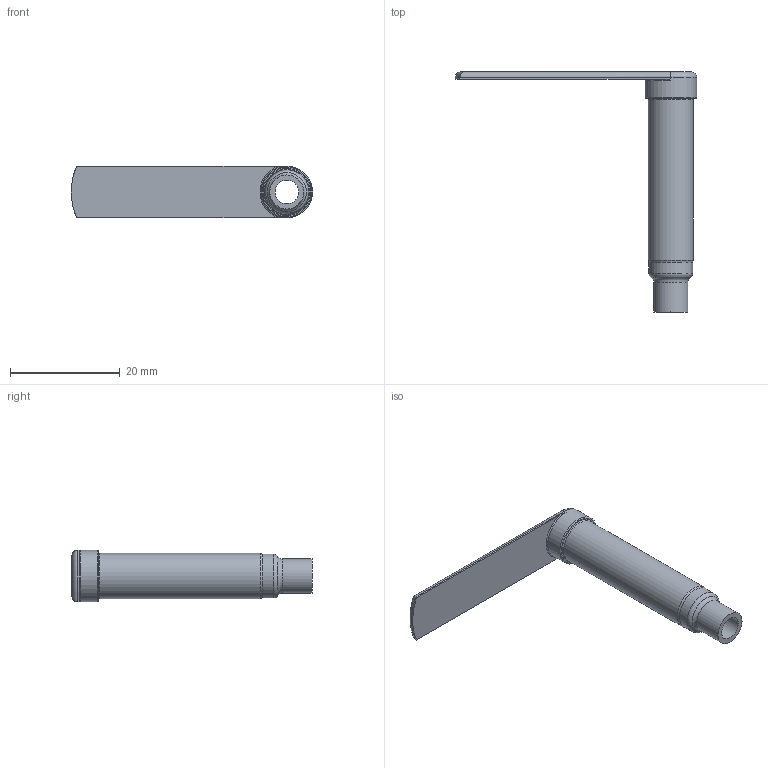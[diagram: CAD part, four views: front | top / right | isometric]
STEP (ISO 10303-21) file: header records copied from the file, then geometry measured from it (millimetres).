
FILE_DESCRIPTION(/* description */ ('STEP AP242','CAx-IF Rec.Pracs.---Representation and Presentation of Product Manufacturing Information (PMI)---4.0---2014-10-13','CAx-IF Rec.Pracs.---3D Tessellated Geometry---0.4---2014-09-14','2;1'),/* implementation_level */ '2;1');
FILE_NAME(/* name */ '688c46d4800a20611ed94a25',/* time_stamp */ '2025-08-01T04:47:16Z',/* author */ (''),/* organization */ (''),/* preprocessor_version */ 'ST-DEVELOPER v20',/* originating_system */ 'ONSHAPE BY PTC INC, 1.201',/* authorisation */ ' ');
FILE_SCHEMA (('AP242_MANAGED_MODEL_BASED_3D_ENGINEERING_MIM_LF { 1 0 10303 442 1 1 4 }'));
Length unit declared in the file: metre
Products named in the file (1): Hour Hand
Bounding box: 43.93 x 43.7 x 9.4 mm (x, y, z)
Volume: 2022.9 mm3; surface area: 2496.1 mm2
Topology: 1 solids, 1 shells, 22 faces, 46 edges, 27 vertices
Faces by surface type: cylinder 8, torus 8, plane 6
Full cylindrical faces by diameter (mm): 4.3 x1, 6.2 x1, 8 x1, 8.225 x1, 9.4 x1
Entity records: 556 total; most frequent: DIRECTION 98, CARTESIAN_POINT 98, ORIENTED_EDGE 70, AXIS2_PLACEMENT_3D 44, EDGE_CURVE 35, EDGE_LOOP 35, FACE_BOUND 35, VERTEX_POINT 26
